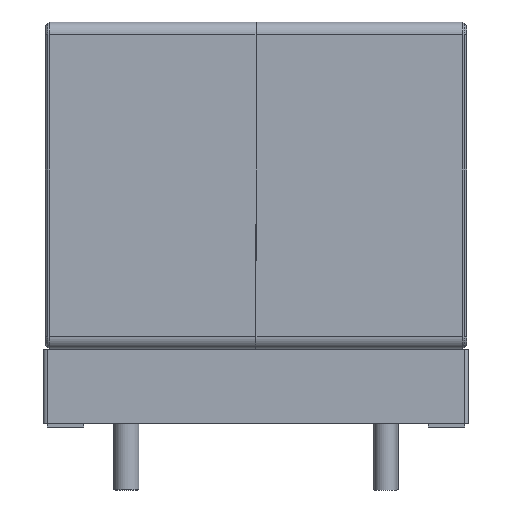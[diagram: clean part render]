
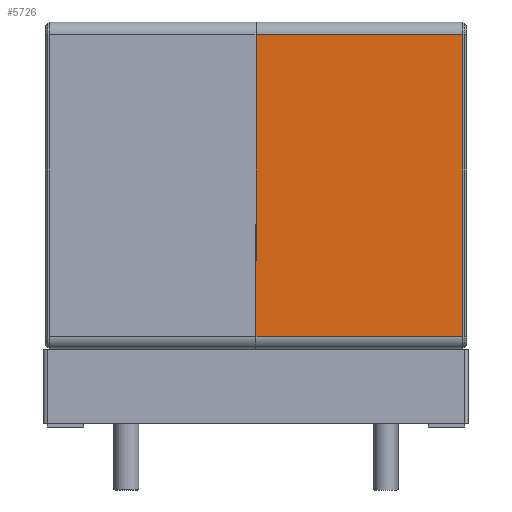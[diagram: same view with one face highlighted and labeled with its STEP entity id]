
A CAD part, left-side view. The second image highlights one B-rep face of the part: STEP entity #5726.
In plain terms, the highlighted planar face has unit normal (-1, 0, 0).
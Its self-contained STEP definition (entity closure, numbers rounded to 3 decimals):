
#587=LINE('',#8757,#1123);
#590=LINE('',#8771,#1126);
#605=LINE('',#8841,#1141);
#624=LINE('',#8906,#1160);
#1123=VECTOR('',#7186,1000.);
#1126=VECTOR('',#7197,1000.);
#1141=VECTOR('',#7270,1000.);
#1160=VECTOR('',#7347,1000.);
#2091=ORIENTED_EDGE('',*,*,#3362,.T.);
#2092=ORIENTED_EDGE('',*,*,#3435,.T.);
#2093=ORIENTED_EDGE('',*,*,#3356,.T.);
#2094=ORIENTED_EDGE('',*,*,#3396,.F.);
#3356=EDGE_CURVE('',#4095,#4096,#587,.F.);
#3362=EDGE_CURVE('',#4102,#4101,#590,.T.);
#3396=EDGE_CURVE('',#4102,#4096,#605,.T.);
#3435=EDGE_CURVE('',#4101,#4095,#624,.T.);
#4095=VERTEX_POINT('',#8758);
#4096=VERTEX_POINT('',#8759);
#4101=VERTEX_POINT('',#8770);
#4102=VERTEX_POINT('',#8772);
#4733=EDGE_LOOP('',(#2091,#2092,#2093,#2094));
#5129=FACE_BOUND('',#4733,.T.);
#5478=PLANE('',#6331);
#5726=ADVANCED_FACE('',(#5129),#5478,.F.);
#6331=AXIS2_PLACEMENT_3D('',#8905,#7345,#7346);
#7186=DIRECTION('',(0.,0.,-1.));
#7197=DIRECTION('',(0.,0.,-1.));
#7270=DIRECTION('',(0.,-1.,0.));
#7345=DIRECTION('',(1.,0.,0.));
#7346=DIRECTION('',(0.,0.,-1.));
#7347=DIRECTION('',(0.,-1.,0.));
#8757=CARTESIAN_POINT('',(-17.6,-12.,16.75));
#8758=CARTESIAN_POINT('',(-17.6,-12.,0.3));
#8759=CARTESIAN_POINT('',(-17.6,-12.,16.75));
#8770=CARTESIAN_POINT('',(-17.6,12.,0.3));
#8771=CARTESIAN_POINT('',(-17.6,12.,16.75));
#8772=CARTESIAN_POINT('',(-17.6,12.,16.75));
#8841=CARTESIAN_POINT('',(-17.6,13.,16.75));
#8905=CARTESIAN_POINT('',(-17.6,13.,16.75));
#8906=CARTESIAN_POINT('',(-17.6,12.,0.3));
